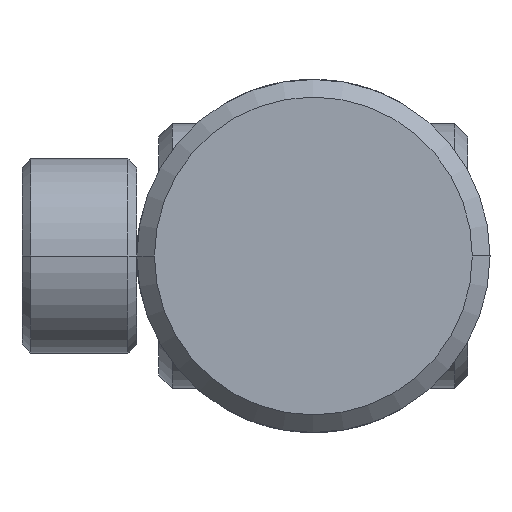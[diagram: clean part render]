
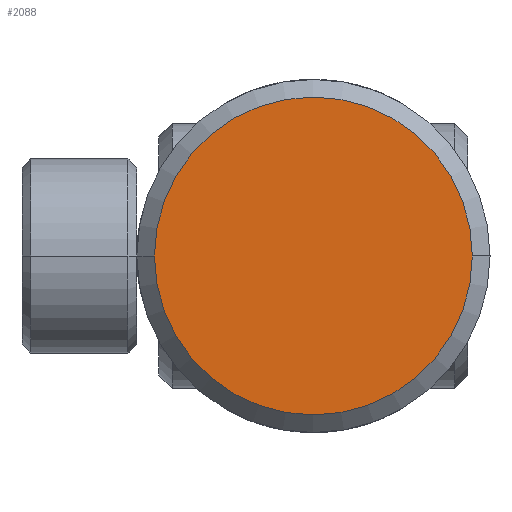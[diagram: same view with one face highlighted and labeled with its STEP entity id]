
A CAD part, left-side view. The second image highlights one B-rep face of the part: STEP entity #2088.
In plain terms, the highlighted planar face has unit normal (-1, 0, 0).
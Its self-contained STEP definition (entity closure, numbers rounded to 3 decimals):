
#81 = DIRECTION ( 'NONE',  ( 1., 0., 0. ) ) ;
#305 = CIRCLE ( 'NONE', #1932, 18. ) ;
#348 = FACE_OUTER_BOUND ( 'NONE', #3784, .T. ) ;
#383 = CARTESIAN_POINT ( 'NONE',  ( 0., 18., 0. ) ) ;
#555 = DIRECTION ( 'NONE',  ( 0., 1., 0. ) ) ;
#1194 = DIRECTION ( 'NONE',  ( 0., -1., 0. ) ) ;
#1353 = DIRECTION ( 'NONE',  ( 1., 0., 0. ) ) ;
#1389 = CIRCLE ( 'NONE', #3482, 18. ) ;
#1465 = VERTEX_POINT ( 'NONE', #3927 ) ;
#1822 = EDGE_CURVE ( 'NONE', #2487, #1465, #305, .T. ) ;
#1873 = ORIENTED_EDGE ( 'NONE', *, *, #2641, .F. ) ;
#1932 = AXIS2_PLACEMENT_3D ( 'NONE', #3196, #81, #2582 ) ;
#2053 = CARTESIAN_POINT ( 'NONE',  ( 0., 0., 0. ) ) ;
#2088 = ADVANCED_FACE ( 'NONE', ( #348 ), #3926, .T. ) ;
#2366 = DIRECTION ( 'NONE',  ( -1., 0., 0. ) ) ;
#2458 = ORIENTED_EDGE ( 'NONE', *, *, #1822, .F. ) ;
#2487 = VERTEX_POINT ( 'NONE', #383 ) ;
#2582 = DIRECTION ( 'NONE',  ( 0., 1., 0. ) ) ;
#2641 = EDGE_CURVE ( 'NONE', #1465, #2487, #1389, .T. ) ;
#3196 = CARTESIAN_POINT ( 'NONE',  ( 0., 0., 0. ) ) ;
#3482 = AXIS2_PLACEMENT_3D ( 'NONE', #3868, #1353, #555 ) ;
#3702 = AXIS2_PLACEMENT_3D ( 'NONE', #2053, #2366, #1194 ) ;
#3784 = EDGE_LOOP ( 'NONE', ( #2458, #1873 ) ) ;
#3868 = CARTESIAN_POINT ( 'NONE',  ( 0., 0., 0. ) ) ;
#3926 = PLANE ( 'NONE',  #3702 ) ;
#3927 = CARTESIAN_POINT ( 'NONE',  ( 0., -18., 0. ) ) ;
